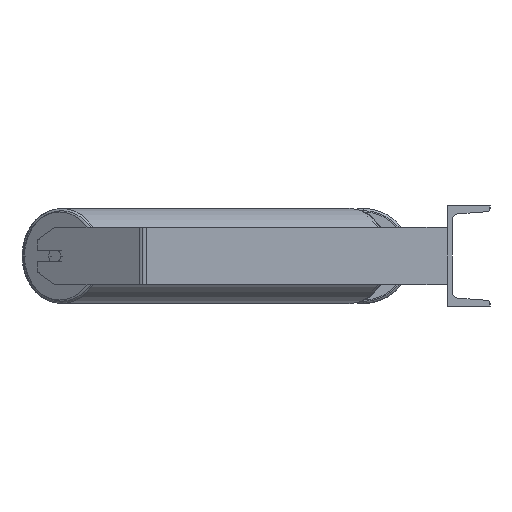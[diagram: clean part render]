
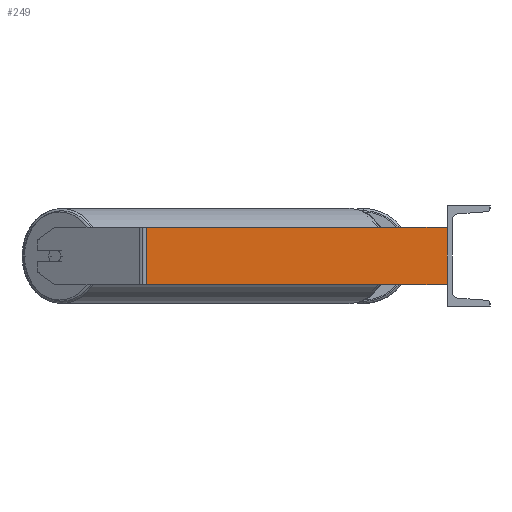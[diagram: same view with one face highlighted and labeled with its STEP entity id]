
A CAD part, left-side view. The second image highlights one B-rep face of the part: STEP entity #249.
In plain terms, the highlighted planar face has unit normal (-1, 0, 0).
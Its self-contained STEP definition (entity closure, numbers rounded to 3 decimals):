
#249 = ADVANCED_FACE ( 'NONE', ( #2939 ), #5556, .F. ) ;
#447 = EDGE_CURVE ( 'NONE', #585, #1349, #6178, .T. ) ;
#585 = VERTEX_POINT ( 'NONE', #842 ) ;
#842 = CARTESIAN_POINT ( 'NONE',  ( -1085., 420.436, 40. ) ) ;
#992 = VERTEX_POINT ( 'NONE', #6404 ) ;
#1349 = VERTEX_POINT ( 'NONE', #1666 ) ;
#1540 = ORIENTED_EDGE ( 'NONE', *, *, #8073, .T. ) ;
#1666 = CARTESIAN_POINT ( 'NONE',  ( -1085., 0., 40. ) ) ;
#1780 = DIRECTION ( 'NONE',  ( 0., -1., 0. ) ) ;
#1818 = LINE ( 'NONE', #3089, #6357 ) ;
#2021 = EDGE_LOOP ( 'NONE', ( #6562, #8514, #5317, #1540 ) ) ;
#2209 = DIRECTION ( 'NONE',  ( 0., 0., -1. ) ) ;
#2344 = VECTOR ( 'NONE', #4711, 1000. ) ;
#2457 = VECTOR ( 'NONE', #2753, 1000. ) ;
#2753 = DIRECTION ( 'NONE',  ( 0., 0., -1. ) ) ;
#2870 = CARTESIAN_POINT ( 'NONE',  ( -1085., 0., -40. ) ) ;
#2939 = FACE_OUTER_BOUND ( 'NONE', #2021, .T. ) ;
#3089 = CARTESIAN_POINT ( 'NONE',  ( -1085., 425.481, -40. ) ) ;
#3242 = CARTESIAN_POINT ( 'NONE',  ( -1085., 425.481, 40. ) ) ;
#4711 = DIRECTION ( 'NONE',  ( 0., -1., 0. ) ) ;
#5128 = AXIS2_PLACEMENT_3D ( 'NONE', #8325, #5702, #2209 ) ;
#5317 = ORIENTED_EDGE ( 'NONE', *, *, #447, .F. ) ;
#5556 = PLANE ( 'NONE',  #5128 ) ;
#5702 = DIRECTION ( 'NONE',  ( 1., 0., 0. ) ) ;
#5987 = EDGE_CURVE ( 'NONE', #992, #8240, #1818, .T. ) ;
#6178 = LINE ( 'NONE', #3242, #2344 ) ;
#6357 = VECTOR ( 'NONE', #1780, 1000. ) ;
#6404 = CARTESIAN_POINT ( 'NONE',  ( -1085., 420.436, -40. ) ) ;
#6474 = DIRECTION ( 'NONE',  ( 0., 0., -1. ) ) ;
#6562 = ORIENTED_EDGE ( 'NONE', *, *, #5987, .T. ) ;
#7003 = CARTESIAN_POINT ( 'NONE',  ( -1085., 420.436, 40. ) ) ;
#7545 = CARTESIAN_POINT ( 'NONE',  ( -1085., 0., 40. ) ) ;
#7637 = LINE ( 'NONE', #7545, #2457 ) ;
#7759 = VECTOR ( 'NONE', #6474, 1000. ) ;
#7832 = LINE ( 'NONE', #7003, #7759 ) ;
#8073 = EDGE_CURVE ( 'NONE', #585, #992, #7832, .T. ) ;
#8240 = VERTEX_POINT ( 'NONE', #2870 ) ;
#8325 = CARTESIAN_POINT ( 'NONE',  ( -1085., 425.481, 40. ) ) ;
#8514 = ORIENTED_EDGE ( 'NONE', *, *, #8936, .F. ) ;
#8936 = EDGE_CURVE ( 'NONE', #1349, #8240, #7637, .T. ) ;
